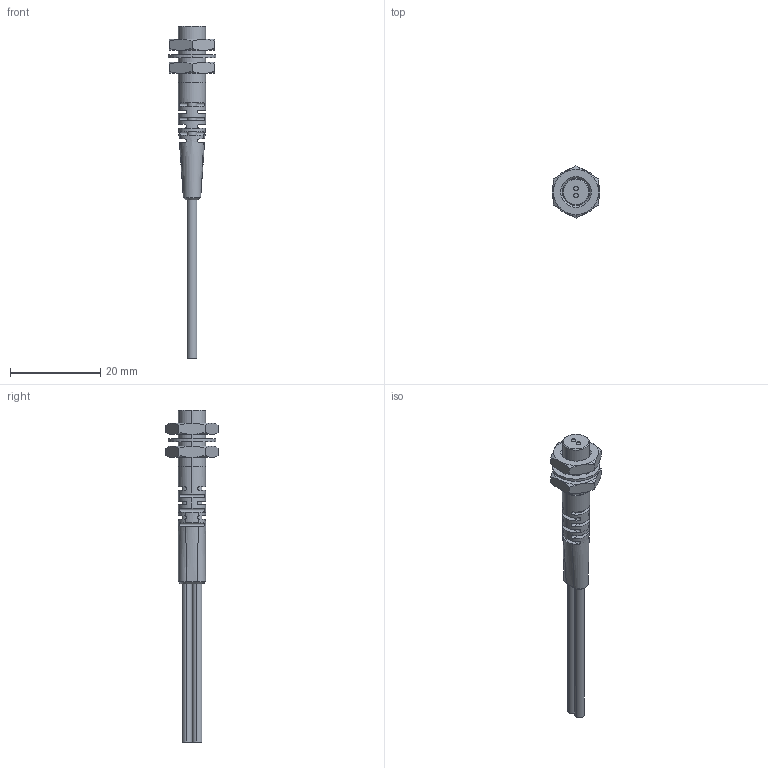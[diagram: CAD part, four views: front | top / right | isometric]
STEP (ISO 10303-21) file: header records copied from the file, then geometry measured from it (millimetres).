
FILE_DESCRIPTION((''),'2;1');
FILE_NAME('178356_ASM','2017-10-24T',('pdmadmin'),('BANNER ENGINEERING'),'CREO PARAMETRIC BY PTC INC, 2016260','CREO PARAMETRIC BY PTC INC, 2016260','');
FILE_SCHEMA(('CONFIG_CONTROL_DESIGN'));
Length unit declared in the file: millimetre
Products named in the file (4): M6_NUT; 6_WASHER; 87513; 178356_ASM
Assembly tree (4 placements, depth 2):
  178356_ASM
    M6_NUT  x2
    6_WASHER
    87513
Bounding box: 10.6 x 11.55 x 73.5 mm (x, y, z)
Volume: 1535.4 mm3; surface area: 1958.5 mm2
Topology: 4 solids, 4 shells, 177 faces, 435 edges, 276 vertices
Faces by surface type: plane 66, cylinder 61, cone 38, bspline 12
Entity records: 5750 total; most frequent: CARTESIAN_POINT 2167, ORIENTED_EDGE 746, DIRECTION 701, EDGE_CURVE 373, AXIS2_PLACEMENT_3D 275, VERTEX_POINT 240, EDGE_LOOP 163, VECTOR 151
